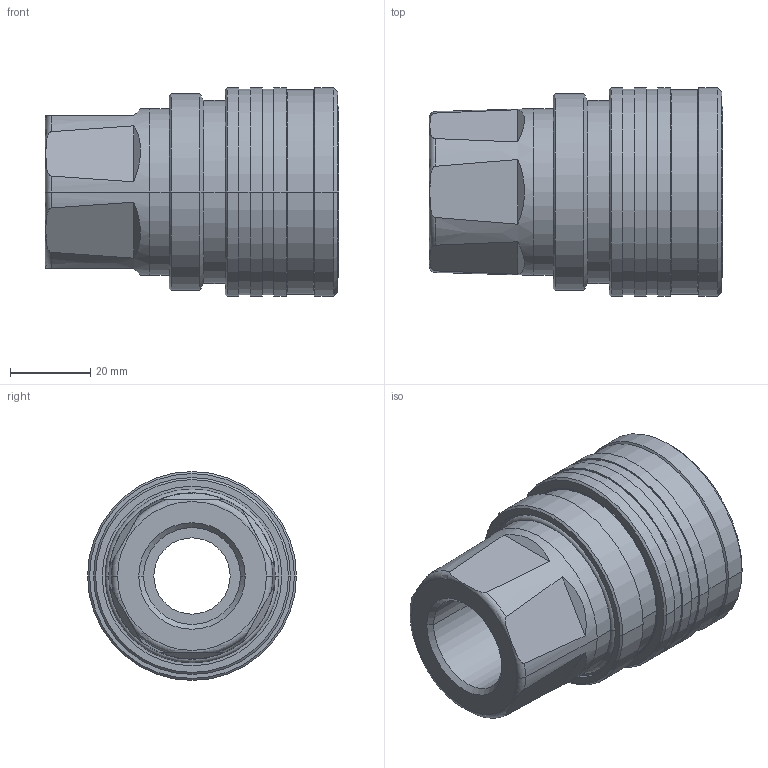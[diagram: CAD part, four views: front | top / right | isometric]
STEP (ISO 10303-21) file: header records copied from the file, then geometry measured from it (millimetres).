
FILE_DESCRIPTION (( 'STEP AP214' ), '1' );
FILE_NAME ('7510 UV.STEP', '2015-09-03T14:45:01', ( 'admin' ), ( 'Microsoft' ), 'SwSTEP 2.0', 'SolidWorks 2009', '' );
FILE_SCHEMA (( 'AUTOMOTIVE_DESIGN' ));
Length unit declared in the file: millimetre
Products named in the file (1): 7510 UV
Bounding box: 73 x 52 x 52 mm (x, y, z)
Volume: 80344.6 mm3; surface area: 22538.9 mm2
Topology: 1 solids, 1 shells, 118 faces, 248 edges, 148 vertices
Faces by surface type: cylinder 42, plane 30, cone 28, torus 18
Entity records: 4683 total; most frequent: CARTESIAN_POINT 763, DIRECTION 610, ORIENTED_EDGE 496, AXIS2_PLACEMENT_3D 267, EDGE_CURVE 248, CIRCLE 148, VERTEX_POINT 148, EDGE_LOOP 136
